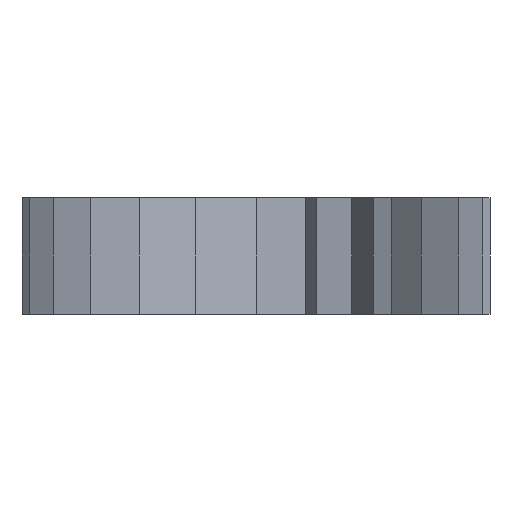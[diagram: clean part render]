
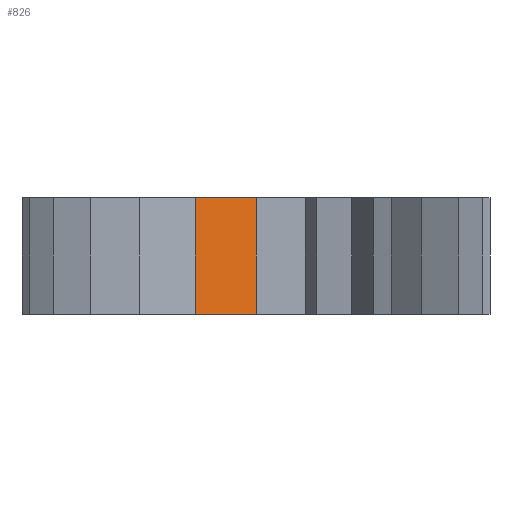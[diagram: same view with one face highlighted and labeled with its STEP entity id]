
A CAD part, left-side view. The second image highlights one B-rep face of the part: STEP entity #826.
In plain terms, the highlighted planar face has unit normal (-0.866, -0.5, 0).
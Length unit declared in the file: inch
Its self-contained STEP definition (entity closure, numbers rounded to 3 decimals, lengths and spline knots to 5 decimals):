
#5 = VERTEX_POINT ( 'NONE', #1274 ) ;
#56 = EDGE_LOOP ( 'NONE', ( #135, #1460, #943, #233 ) ) ;
#84 = EDGE_CURVE ( 'NONE', #5, #1469, #1569, .T. ) ;
#113 = DIRECTION ( 'NONE',  ( 0.866, 0.5, 0. ) ) ;
#135 = ORIENTED_EDGE ( 'NONE', *, *, #84, .T. ) ;
#196 = VECTOR ( 'NONE', #330, 39.37008 ) ;
#233 = ORIENTED_EDGE ( 'NONE', *, *, #576, .T. ) ;
#260 = DIRECTION ( 'NONE',  ( -0.5, 0.866, 0. ) ) ;
#330 = DIRECTION ( 'NONE',  ( 0., 0., -1. ) ) ;
#352 = CARTESIAN_POINT ( 'NONE',  ( -0.40825, 0., 0.25 ) ) ;
#576 = EDGE_CURVE ( 'NONE', #1642, #5, #776, .T. ) ;
#607 = CARTESIAN_POINT ( 'NONE',  ( -0.48296, 0.12941, 0.25 ) ) ;
#629 = CARTESIAN_POINT ( 'NONE',  ( -0.30619, -0.17678, 0.25 ) ) ;
#764 = DIRECTION ( 'NONE',  ( 0.5, -0.866, 0. ) ) ;
#767 = CARTESIAN_POINT ( 'NONE',  ( -0.48296, 0.12941, 0.25 ) ) ;
#776 = LINE ( 'NONE', #767, #1622 ) ;
#814 = VECTOR ( 'NONE', #764, 39.37008 ) ;
#826 = ADVANCED_FACE ( 'NONE', ( #1174 ), #1329, .F. ) ;
#832 = CARTESIAN_POINT ( 'NONE',  ( -0.40825, 0., 0. ) ) ;
#891 = AXIS2_PLACEMENT_3D ( 'NONE', #629, #113, #260 ) ;
#943 = ORIENTED_EDGE ( 'NONE', *, *, #1062, .F. ) ;
#1016 = EDGE_CURVE ( 'NONE', #1045, #1469, #1283, .T. ) ;
#1041 = CARTESIAN_POINT ( 'NONE',  ( -0.30619, -0.17678, 0. ) ) ;
#1045 = VERTEX_POINT ( 'NONE', #352 ) ;
#1062 = EDGE_CURVE ( 'NONE', #1642, #1045, #1690, .T. ) ;
#1077 = DIRECTION ( 'NONE',  ( 0.5, -0.866, 0. ) ) ;
#1174 = FACE_OUTER_BOUND ( 'NONE', #56, .T. ) ;
#1274 = CARTESIAN_POINT ( 'NONE',  ( -0.48296, 0.12941, 0. ) ) ;
#1283 = LINE ( 'NONE', #1535, #196 ) ;
#1307 = CARTESIAN_POINT ( 'NONE',  ( -0.30619, -0.17678, 0.25 ) ) ;
#1329 = PLANE ( 'NONE',  #891 ) ;
#1403 = VECTOR ( 'NONE', #1077, 39.37008 ) ;
#1460 = ORIENTED_EDGE ( 'NONE', *, *, #1016, .F. ) ;
#1469 = VERTEX_POINT ( 'NONE', #832 ) ;
#1535 = CARTESIAN_POINT ( 'NONE',  ( -0.40825, 0., 0.25 ) ) ;
#1569 = LINE ( 'NONE', #1041, #814 ) ;
#1573 = DIRECTION ( 'NONE',  ( 0., 0., -1. ) ) ;
#1622 = VECTOR ( 'NONE', #1573, 39.37008 ) ;
#1642 = VERTEX_POINT ( 'NONE', #607 ) ;
#1690 = LINE ( 'NONE', #1307, #1403 ) ;
